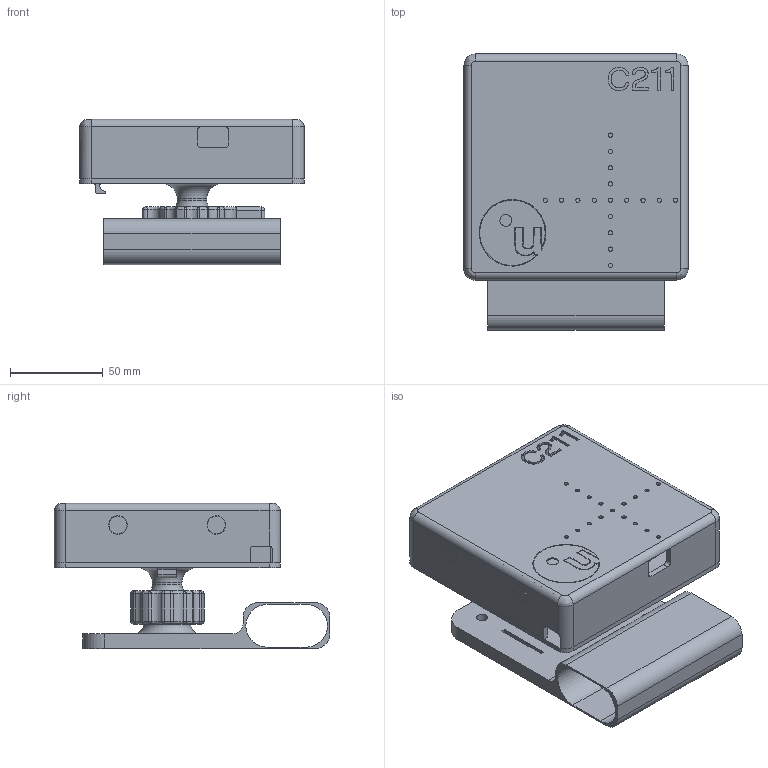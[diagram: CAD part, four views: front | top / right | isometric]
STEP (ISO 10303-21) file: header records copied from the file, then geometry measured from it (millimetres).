
FILE_DESCRIPTION(/* description */ (''),/* implementation_level */ '2;1');
FILE_NAME(/* name */ 'c211_case_with_odin_v1.step',/* time_stamp */ '2022-09-06T15:09:31+02:00',/* author */ (''),/* organization */ (''),/* preprocessor_version */ 'ST-DEVELOPER v19',/* originating_system */ 'Autodesk Translation Framework v11.7.0.108',/* authorisation */ '');
FILE_SCHEMA (('AUTOMOTIVE_DESIGN { 1 0 10303 214 3 1 1 }'));
Length unit declared in the file: millimetre
Products named in the file (1): c211_case_with_odin
Bounding box: 120.8 x 148.6 x 78.22 mm (x, y, z)
Volume: 200597.1 mm3; surface area: 144055.4 mm2
Topology: 8 solids, 8 shells, 539 faces, 1424 edges, 904 vertices
Faces by surface type: plane 165, cylinder 150, bspline 120, sphere 58, torus 41, cone 5
Full cylindrical faces by diameter (mm): 2.3 x17, 3 x4, 6 x8, 9.6 x3, 10 x3, 15.948 x1, 22.68 x1, 27.808 x5, 30.623 x4
Entity records: 28555 total; most frequent: CARTESIAN_POINT 15637, ORIENTED_EDGE 2844, DIRECTION 2396, EDGE_CURVE 1422, VERTEX_POINT 904, AXIS2_PLACEMENT_3D 869, LINE 658, VECTOR 658
